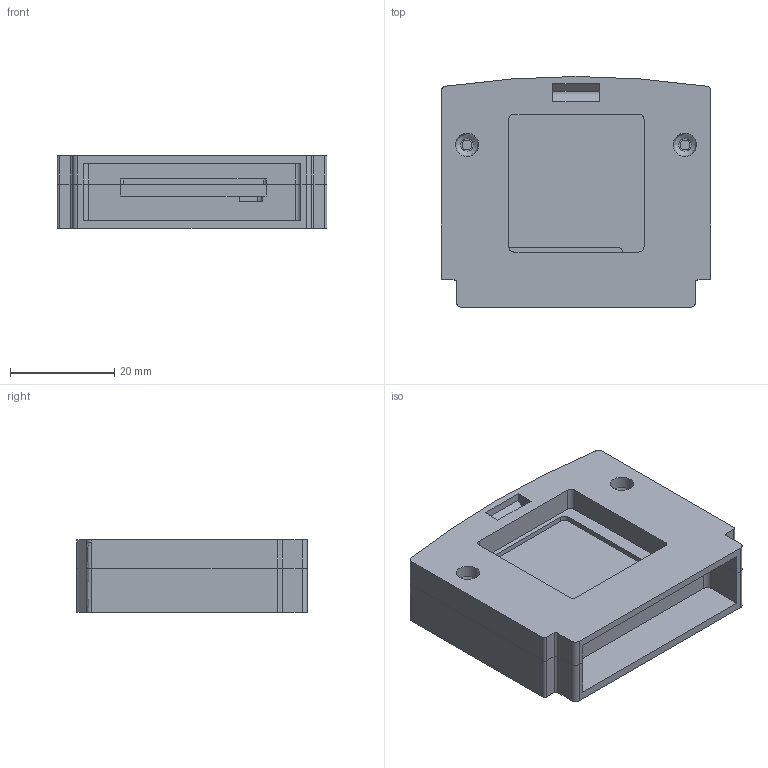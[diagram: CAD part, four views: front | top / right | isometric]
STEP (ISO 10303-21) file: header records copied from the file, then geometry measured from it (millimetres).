
FILE_DESCRIPTION(/* description */ (''),/* implementation_level */ '2;1');
FILE_NAME(/* name */ 'Open Source N64 Expansion Pak Shell.step',/* time_stamp */ '2024-06-30T12:39:07-05:00',/* author */ (''),/* organization */ (''),/* preprocessor_version */ 'ST-DEVELOPER v20',/* originating_system */ 'Autodesk Translation Framework v13.14.0.145',/* authorisation */ '');
FILE_SCHEMA (('AUTOMOTIVE_DESIGN { 1 0 10303 214 3 1 1 }'));
Length unit declared in the file: millimetre
Products named in the file (1): Open Source N64 Expansion Pak
Bounding box: 51.9 x 44.4 x 14 mm (x, y, z)
Volume: 19973.7 mm3; surface area: 11401.4 mm2
Topology: 2 solids, 2 shells, 135 faces, 381 edges, 253 vertices
Faces by surface type: plane 71, cylinder 50, bspline 14
Full cylindrical faces by diameter (mm): 1.9 x2, 2.4 x2, 4.5 x2
Entity records: 4825 total; most frequent: CARTESIAN_POINT 1271, ORIENTED_EDGE 762, DIRECTION 703, EDGE_CURVE 381, VERTEX_POINT 253, LINE 247, VECTOR 247, AXIS2_PLACEMENT_3D 228
